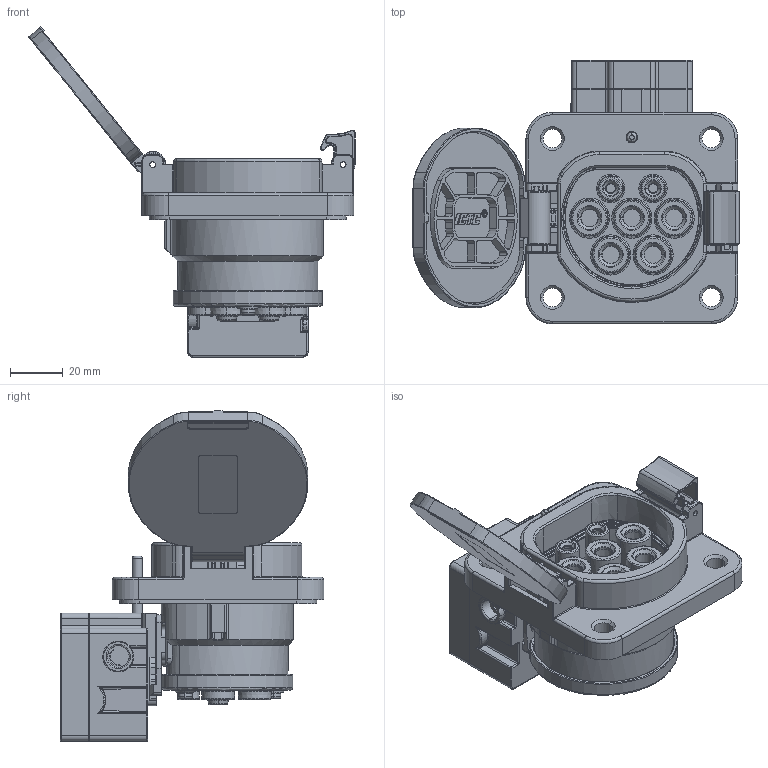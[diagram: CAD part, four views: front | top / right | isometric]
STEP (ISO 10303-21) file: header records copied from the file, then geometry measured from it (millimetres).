
FILE_DESCRIPTION((''),'2;1');
FILE_NAME('5PIN_VEHICLE_INLET_ASM_5_ASM_74_ASM','2020-09-01T',('gc004'),(''),'CREO PARAMETRIC BY PTC INC, 2014500','CREO PARAMETRIC BY PTC INC, 2014500','');
FILE_SCHEMA(('AUTOMOTIVE_DESIGN { 1 0 10303 214 1 1 1 1 }'));
Products named in the file (6): FLANGE12_52_7_1; RUBBER_NBR_3_5; PRT0002_56_1; CHEDUANDIANZISUO_ASM_36_ASM_1_ASM; CHEDUANDIANZISUO_ASM_20181114_A_ASM; 5PIN_VEHICLE_INLET_ASM_5_ASM_74_ASM
Assembly tree (5 placements, depth 4):
  5PIN_VEHICLE_INLET_ASM_5_ASM_74_ASM
    FLANGE12_52_7_1
    RUBBER_NBR_3_5
    CHEDUANDIANZISUO_ASM_20181114_A_ASM
      CHEDUANDIANZISUO_ASM_36_ASM_1_ASM
        PRT0002_56_1
Bounding box: 123.2 x 99.7 x 124.82 mm (x, y, z)
Volume: 182256.4 mm3; surface area: 114883.3 mm2
Topology: 5 solids, 55 shells, 3028 faces, 7997 edges, 5089 vertices
Faces by surface type: plane 1204, cylinder 965, cone 368, torus 367, bspline 110, sphere 14
Entity records: 126176 total; most frequent: CARTESIAN_POINT 27558, DIRECTION 16602, ORIENTED_EDGE 15942, EDGE_CURVE 7971, PRESENTATION_STYLE_ASSIGNMENT 6633, STYLED_ITEM 6633, AXIS2_PLACEMENT_3D 6253, CURVE_STYLE 6228
